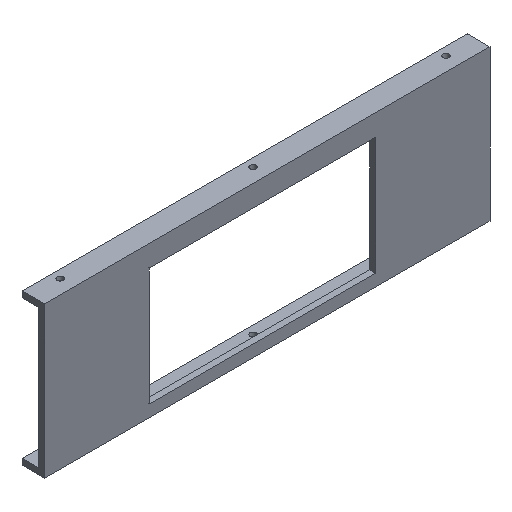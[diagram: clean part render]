
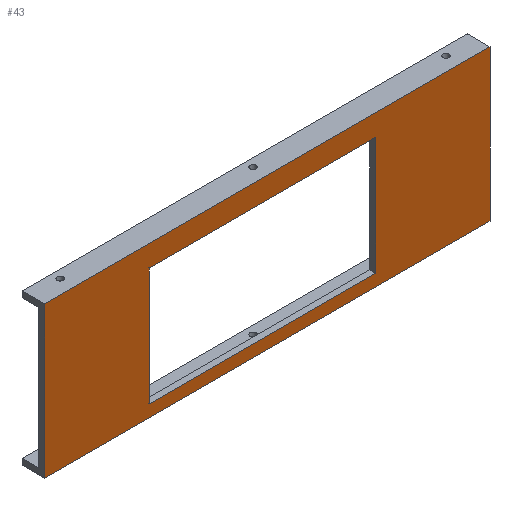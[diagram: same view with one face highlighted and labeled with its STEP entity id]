
A CAD part, isometric view. The second image highlights one B-rep face of the part: STEP entity #43.
In plain terms, the highlighted free-form (B-spline) face has degree [1, 1] with [2, 2] control points.
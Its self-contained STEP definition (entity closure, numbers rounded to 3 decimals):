
#27=FACE_BOUND($,#109,.T.);
#43=ADVANCED_FACE($,(#69,#27),#405,.T.);
#69=FACE_OUTER_BOUND($,#108,.T.);
#108=EDGE_LOOP($,(#216,#217,#218,#219));
#109=EDGE_LOOP($,(#220,#221,#222,#223));
#216=ORIENTED_EDGE($,*,*,#275,.F.);
#217=ORIENTED_EDGE($,*,*,#267,.T.);
#218=ORIENTED_EDGE($,*,*,#274,.T.);
#219=ORIENTED_EDGE($,*,*,#271,.F.);
#220=ORIENTED_EDGE($,*,*,#310,.F.);
#221=ORIENTED_EDGE($,*,*,#311,.F.);
#222=ORIENTED_EDGE($,*,*,#312,.F.);
#223=ORIENTED_EDGE($,*,*,#313,.F.);
#267=EDGE_CURVE($,#339,#338,#437,.T.);
#271=EDGE_CURVE($,#343,#342,#441,.T.);
#274=EDGE_CURVE($,#338,#342,#444,.T.);
#275=EDGE_CURVE($,#339,#343,#445,.T.);
#310=EDGE_CURVE($,#368,#369,#468,.T.);
#311=EDGE_CURVE($,#370,#368,#469,.T.);
#312=EDGE_CURVE($,#371,#370,#470,.T.);
#313=EDGE_CURVE($,#369,#371,#471,.T.);
#338=VERTEX_POINT($,#1002);
#339=VERTEX_POINT($,#1003);
#342=VERTEX_POINT($,#1006);
#343=VERTEX_POINT($,#1007);
#368=VERTEX_POINT($,#1032);
#369=VERTEX_POINT($,#1033);
#370=VERTEX_POINT($,#1034);
#371=VERTEX_POINT($,#1035);
#405=B_SPLINE_SURFACE_WITH_KNOTS($,1,1,((#920,#921),(#922,#923)),.UNSPECIFIED.,
.F.,.F.,.F.,(2,2),(2,2),(0.,295.),(0.,100.),.UNSPECIFIED.);
#437=B_SPLINE_CURVE_WITH_KNOTS($,1,(#582,#583),.UNSPECIFIED.,.F.,.F.,(2,
2),(30.,130.),.UNSPECIFIED.);
#441=B_SPLINE_CURVE_WITH_KNOTS($,1,(#590,#591),.UNSPECIFIED.,.F.,.F.,(2,
2),(30.,130.),.UNSPECIFIED.);
#444=B_SPLINE_CURVE_WITH_KNOTS($,1,(#596,#597),.UNSPECIFIED.,.F.,.F.,(2,
2),(0.,295.),.UNSPECIFIED.);
#445=B_SPLINE_CURVE_WITH_KNOTS($,1,(#598,#599),.UNSPECIFIED.,.F.,.F.,(2,
2),(0.,295.),.UNSPECIFIED.);
#468=B_SPLINE_CURVE_WITH_KNOTS($,3,(#728,#729,#730,#731),.UNSPECIFIED.,.F.,
.F.,(4,4),(0.,78.),.UNSPECIFIED.);
#469=B_SPLINE_CURVE_WITH_KNOTS($,3,(#732,#733,#734,#735),.UNSPECIFIED.,.F.,
.F.,(4,4),(0.,150.),.UNSPECIFIED.);
#470=B_SPLINE_CURVE_WITH_KNOTS($,3,(#736,#737,#738,#739),.UNSPECIFIED.,.F.,
.F.,(4,4),(0.,78.),.UNSPECIFIED.);
#471=B_SPLINE_CURVE_WITH_KNOTS($,3,(#740,#741,#742,#743),.UNSPECIFIED.,.F.,
.F.,(4,4),(0.,150.),.UNSPECIFIED.);
#582=CARTESIAN_POINT($,(-147.502,0.,100.));
#583=CARTESIAN_POINT($,(-147.502,0.,0.));
#590=CARTESIAN_POINT($,(147.498,0.,100.));
#591=CARTESIAN_POINT($,(147.498,0.,0.));
#596=CARTESIAN_POINT($,(-147.502,0.,0.));
#597=CARTESIAN_POINT($,(147.498,0.,0.));
#598=CARTESIAN_POINT($,(-147.502,0.,100.));
#599=CARTESIAN_POINT($,(147.498,0.,100.));
#728=CARTESIAN_POINT($,(-78.252,0.,86.));
#729=CARTESIAN_POINT($,(-78.252,0.,60.));
#730=CARTESIAN_POINT($,(-78.252,0.,34.));
#731=CARTESIAN_POINT($,(-78.252,0.,8.));
#732=CARTESIAN_POINT($,(71.748,0.,86.));
#733=CARTESIAN_POINT($,(21.748,0.,86.));
#734=CARTESIAN_POINT($,(-28.252,0.,86.));
#735=CARTESIAN_POINT($,(-78.252,0.,86.));
#736=CARTESIAN_POINT($,(71.748,0.,8.));
#737=CARTESIAN_POINT($,(71.748,0.,34.));
#738=CARTESIAN_POINT($,(71.748,0.,60.));
#739=CARTESIAN_POINT($,(71.748,0.,86.));
#740=CARTESIAN_POINT($,(-78.252,0.,8.));
#741=CARTESIAN_POINT($,(-28.252,0.,8.));
#742=CARTESIAN_POINT($,(21.748,0.,8.));
#743=CARTESIAN_POINT($,(71.748,0.,8.));
#920=CARTESIAN_POINT($,(-147.502,0.,0.));
#921=CARTESIAN_POINT($,(-147.502,0.,100.));
#922=CARTESIAN_POINT($,(147.498,0.,0.));
#923=CARTESIAN_POINT($,(147.498,0.,100.));
#1002=CARTESIAN_POINT($,(-147.502,0.,0.));
#1003=CARTESIAN_POINT($,(-147.502,0.,100.));
#1006=CARTESIAN_POINT($,(147.498,0.,0.));
#1007=CARTESIAN_POINT($,(147.498,0.,100.));
#1032=CARTESIAN_POINT($,(-78.252,0.,86.));
#1033=CARTESIAN_POINT($,(-78.252,0.,8.));
#1034=CARTESIAN_POINT($,(71.748,0.,86.));
#1035=CARTESIAN_POINT($,(71.748,0.,8.));
